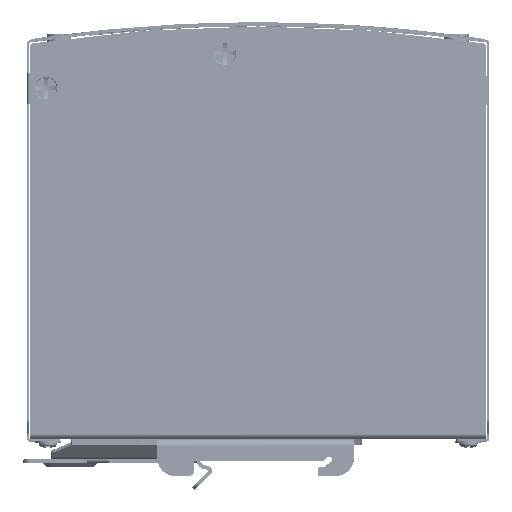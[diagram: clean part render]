
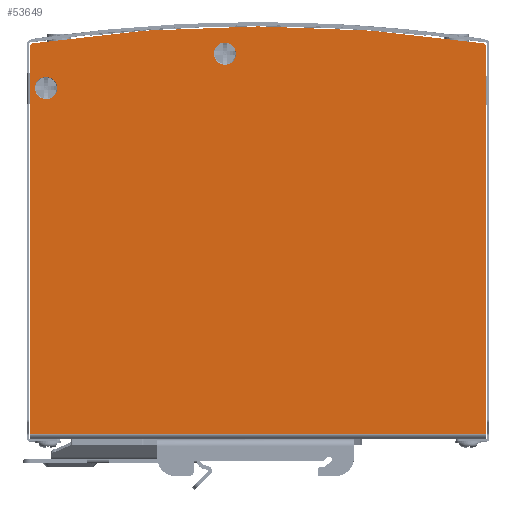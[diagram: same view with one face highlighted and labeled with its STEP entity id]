
A CAD part, top view. The second image highlights one B-rep face of the part: STEP entity #53649.
In plain terms, the highlighted face is planar.
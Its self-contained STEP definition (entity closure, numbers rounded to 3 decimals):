
#52482=CARTESIAN_POINT('',(-20.,47.344,-60.85));
#52483=DIRECTION('',(1.,0.,0.));
#52484=DIRECTION('',(0.,0.,-1.));
#52485=AXIS2_PLACEMENT_3D('',#52482,#52483,#52484);
#52487=CARTESIAN_POINT('',(-20.,-356.707,0.));
#52488=DIRECTION('',(1.,0.,0.));
#52489=DIRECTION('',(0.,0.989,-0.149));
#52490=AXIS2_PLACEMENT_3D('',#52487,#52488,#52489);
#52492=CARTESIAN_POINT('',(-20.,47.344,60.85));
#52493=DIRECTION('',(1.,0.,0.));
#52494=DIRECTION('',(0.,0.989,0.149));
#52495=AXIS2_PLACEMENT_3D('',#52492,#52493,#52494);
#52497=DIRECTION('',(0.,-1.,0.));
#52498=VECTOR('',#52497,104.844);
#52499=CARTESIAN_POINT('',(-20.,47.344,61.85));
#52500=LINE('',#52499,#52498);
#52501=CARTESIAN_POINT('',(-20.,36.2,-57.5));
#52502=DIRECTION('',(-1.,0.,0.));
#52503=DIRECTION('',(0.,0.,-1.));
#52504=AXIS2_PLACEMENT_3D('',#52501,#52502,#52503);
#52506=CARTESIAN_POINT('',(-20.,36.2,-57.5));
#52507=DIRECTION('',(-1.,0.,0.));
#52508=DIRECTION('',(0.,0.,1.));
#52509=AXIS2_PLACEMENT_3D('',#52506,#52507,#52508);
#52511=CARTESIAN_POINT('',(-20.,45.5,-9.));
#52512=DIRECTION('',(-1.,0.,0.));
#52513=DIRECTION('',(0.,0.,-1.));
#52514=AXIS2_PLACEMENT_3D('',#52511,#52512,#52513);
#52516=CARTESIAN_POINT('',(-20.,45.5,-9.));
#52517=DIRECTION('',(-1.,0.,0.));
#52518=DIRECTION('',(0.,0.,1.));
#52519=AXIS2_PLACEMENT_3D('',#52516,#52517,#52518);
#52529=DIRECTION('',(0.,-1.,0.));
#52530=VECTOR('',#52529,104.844);
#52531=CARTESIAN_POINT('',(-20.,47.344,-61.85));
#52532=LINE('',#52531,#52530);
#52546=DIRECTION('',(0.,0.,1.));
#52547=VECTOR('',#52546,123.7);
#52548=CARTESIAN_POINT('',(-20.,-57.5,-61.85));
#52549=LINE('',#52548,#52547);
#53370=CARTESIAN_POINT('',(-20.,47.344,-61.85));
#53371=CARTESIAN_POINT('',(-20.,48.333,-60.999));
#53372=VERTEX_POINT('',#53370);
#53373=VERTEX_POINT('',#53371);
#53374=CARTESIAN_POINT('',(-20.,48.333,60.999));
#53375=VERTEX_POINT('',#53374);
#53376=CARTESIAN_POINT('',(-20.,47.344,61.85));
#53377=VERTEX_POINT('',#53376);
#53378=CARTESIAN_POINT('',(-20.,-57.5,61.85));
#53379=VERTEX_POINT('',#53378);
#53380=CARTESIAN_POINT('',(-20.,-57.5,-61.85));
#53381=VERTEX_POINT('',#53380);
#53382=CARTESIAN_POINT('',(-20.,36.2,-60.5));
#53383=CARTESIAN_POINT('',(-20.,36.2,-54.5));
#53384=VERTEX_POINT('',#53382);
#53385=VERTEX_POINT('',#53383);
#53386=CARTESIAN_POINT('',(-20.,45.5,-12.));
#53387=CARTESIAN_POINT('',(-20.,45.5,-6.));
#53388=VERTEX_POINT('',#53386);
#53389=VERTEX_POINT('',#53387);
#53618=CARTESIAN_POINT('',(-20.,59.,-62.));
#53619=DIRECTION('',(-1.,0.,0.));
#53620=DIRECTION('',(0.,-1.,0.));
#53621=AXIS2_PLACEMENT_3D('',#53618,#53619,#53620);
#53622=PLANE('',#53621);
#53624=ORIENTED_EDGE('',*,*,#53623,.T.);
#53626=ORIENTED_EDGE('',*,*,#53625,.T.);
#53628=ORIENTED_EDGE('',*,*,#53627,.T.);
#53630=ORIENTED_EDGE('',*,*,#53629,.T.);
#53632=ORIENTED_EDGE('',*,*,#53631,.F.);
#53634=ORIENTED_EDGE('',*,*,#53633,.F.);
#53635=EDGE_LOOP('',(#53624,#53626,#53628,#53630,#53632,#53634));
#53636=FACE_OUTER_BOUND('',#53635,.F.);
#53638=ORIENTED_EDGE('',*,*,#53637,.T.);
#53640=ORIENTED_EDGE('',*,*,#53639,.T.);
#53641=EDGE_LOOP('',(#53638,#53640));
#53642=FACE_BOUND('',#53641,.F.);
#53644=ORIENTED_EDGE('',*,*,#53643,.T.);
#53646=ORIENTED_EDGE('',*,*,#53645,.T.);
#53647=EDGE_LOOP('',(#53644,#53646));
#53648=FACE_BOUND('',#53647,.F.);
#52486=CIRCLE('',#52485,1.);
#52491=CIRCLE('',#52490,409.607);
#52496=CIRCLE('',#52495,1.);
#52505=CIRCLE('',#52504,3.);
#52510=CIRCLE('',#52509,3.);
#52515=CIRCLE('',#52514,3.);
#52520=CIRCLE('',#52519,3.);
#53623=EDGE_CURVE('',#53372,#53373,#52486,.T.);
#53625=EDGE_CURVE('',#53373,#53375,#52491,.T.);
#53627=EDGE_CURVE('',#53375,#53377,#52496,.T.);
#53629=EDGE_CURVE('',#53377,#53379,#52500,.T.);
#53631=EDGE_CURVE('',#53381,#53379,#52549,.T.);
#53633=EDGE_CURVE('',#53372,#53381,#52532,.T.);
#53637=EDGE_CURVE('',#53384,#53385,#52505,.T.);
#53639=EDGE_CURVE('',#53385,#53384,#52510,.T.);
#53643=EDGE_CURVE('',#53388,#53389,#52515,.T.);
#53645=EDGE_CURVE('',#53389,#53388,#52520,.T.);
#53649=ADVANCED_FACE('',(#53636,#53642,#53648),#53622,.T.);
